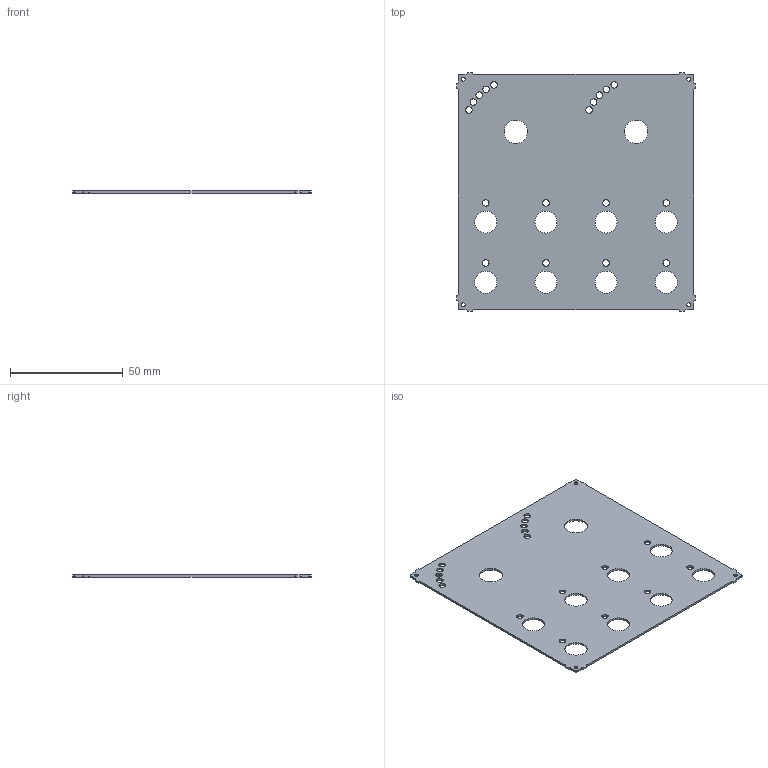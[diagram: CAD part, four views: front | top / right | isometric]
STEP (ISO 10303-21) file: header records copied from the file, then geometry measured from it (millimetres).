
FILE_DESCRIPTION(('KiCad electronic assembly'),'2;1');
FILE_NAME('FP-TEK2-CLASSIC-3D.step','2026-01-12T20:29:21',('Pcbnew'),( 'Kicad'),'Open CASCADE STEP processor 7.8','KiCad to STEP converter' ,'Unknown');
FILE_SCHEMA(('AUTOMOTIVE_DESIGN { 1 0 10303 214 1 1 1 1 }'));
Length unit declared in the file: millimetre
Products named in the file (2): FP-TEK2-CLASSIC-3D 1; kibot_0dgkt0vz_PCB
Assembly tree (1 placements, depth 2):
  FP-TEK2-CLASSIC-3D 1
    kibot_0dgkt0vz_PCB
Bounding box: 105.6 x 105.6 x 0.91 mm (x, y, z)
Volume: 9087.3 mm3; surface area: 20808.3 mm2
Topology: 1 solids, 1 shells, 106 faces, 312 edges, 208 vertices
Faces by surface type: cylinder 67, plane 39
Full cylindrical faces by diameter (mm): 1.75 x4, 2.9 x18, 9.8 x8, 10.5 x2
Entity records: 3755 total; most frequent: DIRECTION 662, CARTESIAN_POINT 628, ORIENTED_EDGE 624, EDGE_CURVE 312, AXIS2_PLACEMENT_3D 242, VERTEX_POINT 208, LINE 178, VECTOR 178
